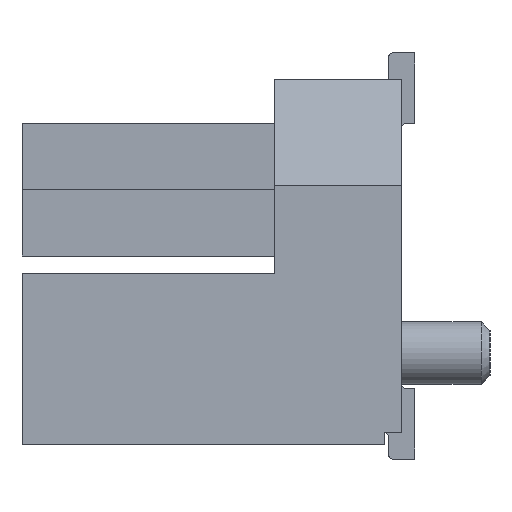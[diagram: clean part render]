
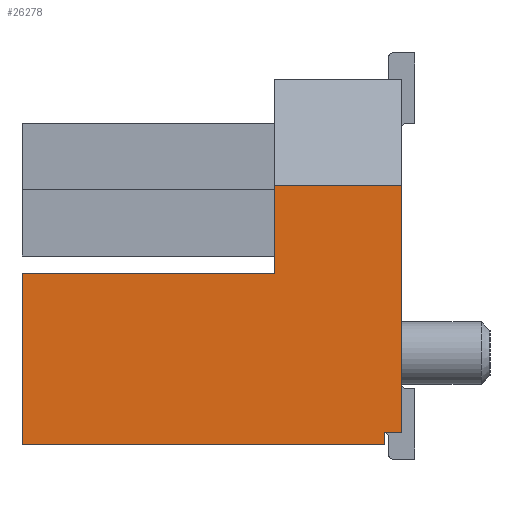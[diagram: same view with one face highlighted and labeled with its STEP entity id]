
A CAD part, left-side view. The second image highlights one B-rep face of the part: STEP entity #26278.
In plain terms, the highlighted planar face has unit normal (-1, 0, 0).
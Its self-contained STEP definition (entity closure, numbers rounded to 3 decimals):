
#1074=FACE_OUTER_BOUND('',#2398,.T.);
#2398=EDGE_LOOP('',(#19601,#19602,#19603,#19604,#19605,#19606,#19607,#19608));
#3366=LINE('',#36080,#6900);
#3463=LINE('',#36279,#6997);
#3617=LINE('',#36565,#7151);
#3655=LINE('',#36644,#7189);
#4452=LINE('',#38116,#7986);
#4491=LINE('',#38174,#8025);
#4800=LINE('',#38817,#8334);
#4801=LINE('',#38818,#8335);
#6900=VECTOR('',#28998,1000.);
#6997=VECTOR('',#29111,1000.);
#7151=VECTOR('',#29273,1000.);
#7189=VECTOR('',#29327,1000.);
#7986=VECTOR('',#30506,1000.);
#8025=VECTOR('',#30571,1000.);
#8334=VECTOR('',#31312,1000.);
#8335=VECTOR('',#31313,1000.);
#10434=VERTEX_POINT('',#36077);
#10435=VERTEX_POINT('',#36079);
#10528=VERTEX_POINT('',#36276);
#10529=VERTEX_POINT('',#36278);
#10657=VERTEX_POINT('',#36563);
#10690=VERTEX_POINT('',#36642);
#11174=VERTEX_POINT('',#38115);
#11298=VERTEX_POINT('',#38816);
#12982=EDGE_CURVE('',#10435,#10434,#3366,.T.);
#13081=EDGE_CURVE('',#10529,#10528,#3463,.T.);
#13235=EDGE_CURVE('',#10657,#10434,#3617,.T.);
#13273=EDGE_CURVE('',#10690,#10657,#3655,.T.);
#14070=EDGE_CURVE('',#10529,#11174,#4452,.T.);
#14109=EDGE_CURVE('',#11174,#10690,#4491,.T.);
#14418=EDGE_CURVE('',#11298,#10528,#4800,.T.);
#14419=EDGE_CURVE('',#10435,#11298,#4801,.T.);
#19601=ORIENTED_EDGE('',*,*,#14418,.F.);
#19602=ORIENTED_EDGE('',*,*,#14419,.F.);
#19603=ORIENTED_EDGE('',*,*,#12982,.T.);
#19604=ORIENTED_EDGE('',*,*,#13235,.F.);
#19605=ORIENTED_EDGE('',*,*,#13273,.F.);
#19606=ORIENTED_EDGE('',*,*,#14109,.F.);
#19607=ORIENTED_EDGE('',*,*,#14070,.F.);
#19608=ORIENTED_EDGE('',*,*,#13081,.T.);
#25161=PLANE('',#27617);
#26278=ADVANCED_FACE('',(#1074),#25161,.F.);
#27617=AXIS2_PLACEMENT_3D('',#38815,#31310,#31311);
#28998=DIRECTION('',(0.,0.,1.));
#29111=DIRECTION('',(0.,-1.,0.));
#29273=DIRECTION('',(0.,-1.,0.));
#29327=DIRECTION('',(0.,0.,1.));
#30506=DIRECTION('',(0.,0.,1.));
#30571=DIRECTION('',(0.,-1.,0.));
#31310=DIRECTION('center_axis',(1.,0.,0.));
#31311=DIRECTION('ref_axis',(0.,0.,-1.));
#31312=DIRECTION('',(0.,0.,-1.));
#31313=DIRECTION('',(0.,1.,0.));
#36077=CARTESIAN_POINT('',(-8.723,0.,0.798));
#36079=CARTESIAN_POINT('',(-8.723,0.,-2.));
#36080=CARTESIAN_POINT('',(-8.723,0.,-2.14));
#36276=CARTESIAN_POINT('',(-8.723,0.2,-2.14));
#36278=CARTESIAN_POINT('',(-8.723,4.3,-2.14));
#36279=CARTESIAN_POINT('',(-8.723,1.446,-2.14));
#36563=CARTESIAN_POINT('',(-8.723,1.446,0.798));
#36565=CARTESIAN_POINT('',(-8.723,1.446,0.798));
#36642=CARTESIAN_POINT('',(-8.723,1.446,-0.2));
#36644=CARTESIAN_POINT('',(-8.723,1.446,-2.14));
#38115=CARTESIAN_POINT('',(-8.723,4.3,-0.2));
#38116=CARTESIAN_POINT('',(-8.723,4.3,-2.14));
#38174=CARTESIAN_POINT('',(-8.723,4.3,-0.2));
#38815=CARTESIAN_POINT('Origin',(-8.723,1.446,-2.14));
#38816=CARTESIAN_POINT('',(-8.723,0.2,-2.));
#38817=CARTESIAN_POINT('',(-8.723,0.2,-2.14));
#38818=CARTESIAN_POINT('',(-8.723,1.446,-2.));
